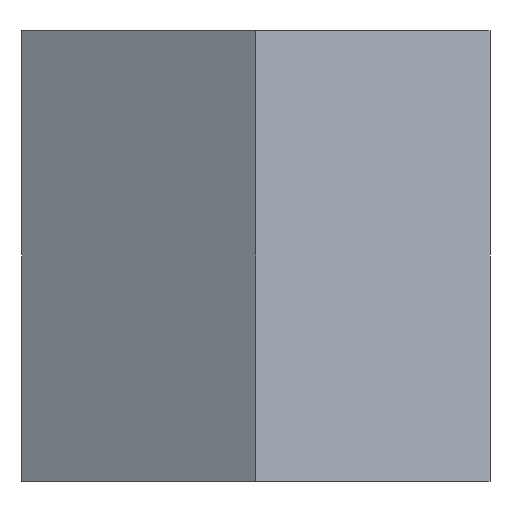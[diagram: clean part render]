
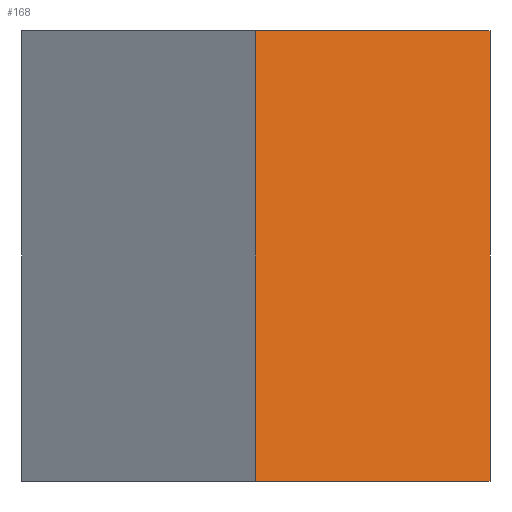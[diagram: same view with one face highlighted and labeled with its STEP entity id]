
A CAD part, left-side view. The second image highlights one B-rep face of the part: STEP entity #168.
In plain terms, the highlighted planar face has unit normal (-0.866, -0.5, 0).
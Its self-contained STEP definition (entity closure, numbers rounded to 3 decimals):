
#21=PLANE('',#193);
#30=FACE_OUTER_BOUND('',#39,.T.);
#39=EDGE_LOOP('',(#140,#141,#142,#143));
#58=LINE('',#273,#77);
#59=LINE('',#276,#78);
#60=LINE('',#278,#79);
#61=LINE('',#279,#80);
#77=VECTOR('',#226,10.);
#78=VECTOR('',#229,10.);
#79=VECTOR('',#230,10.);
#80=VECTOR('',#231,10.);
#95=VERTEX_POINT('',#269);
#96=VERTEX_POINT('',#271);
#97=VERTEX_POINT('',#275);
#98=VERTEX_POINT('',#277);
#114=EDGE_CURVE('',#95,#96,#58,.T.);
#115=EDGE_CURVE('',#97,#95,#59,.T.);
#116=EDGE_CURVE('',#98,#96,#60,.T.);
#117=EDGE_CURVE('',#97,#98,#61,.T.);
#140=ORIENTED_EDGE('',*,*,#115,.T.);
#141=ORIENTED_EDGE('',*,*,#114,.T.);
#142=ORIENTED_EDGE('',*,*,#116,.F.);
#143=ORIENTED_EDGE('',*,*,#117,.F.);
#168=ADVANCED_FACE('',(#30),#21,.T.);
#193=AXIS2_PLACEMENT_3D('',#274,#227,#228);
#226=DIRECTION('',(0.,0.,1.));
#227=DIRECTION('center_axis',(-0.866,-0.5,0.));
#228=DIRECTION('ref_axis',(0.5,-0.866,0.));
#229=DIRECTION('',(0.5,-0.866,0.));
#230=DIRECTION('',(0.5,-0.866,0.));
#231=DIRECTION('',(0.,0.,1.));
#269=CARTESIAN_POINT('',(-1.5,-2.598,0.));
#271=CARTESIAN_POINT('',(-1.5,-2.598,5.));
#273=CARTESIAN_POINT('',(-1.5,-2.598,0.));
#274=CARTESIAN_POINT('Origin',(-3.,0.,0.));
#275=CARTESIAN_POINT('',(-3.,0.,0.));
#276=CARTESIAN_POINT('',(-3.,0.,0.));
#277=CARTESIAN_POINT('',(-3.,0.,5.));
#278=CARTESIAN_POINT('',(-3.,0.,5.));
#279=CARTESIAN_POINT('',(-3.,0.,0.));
